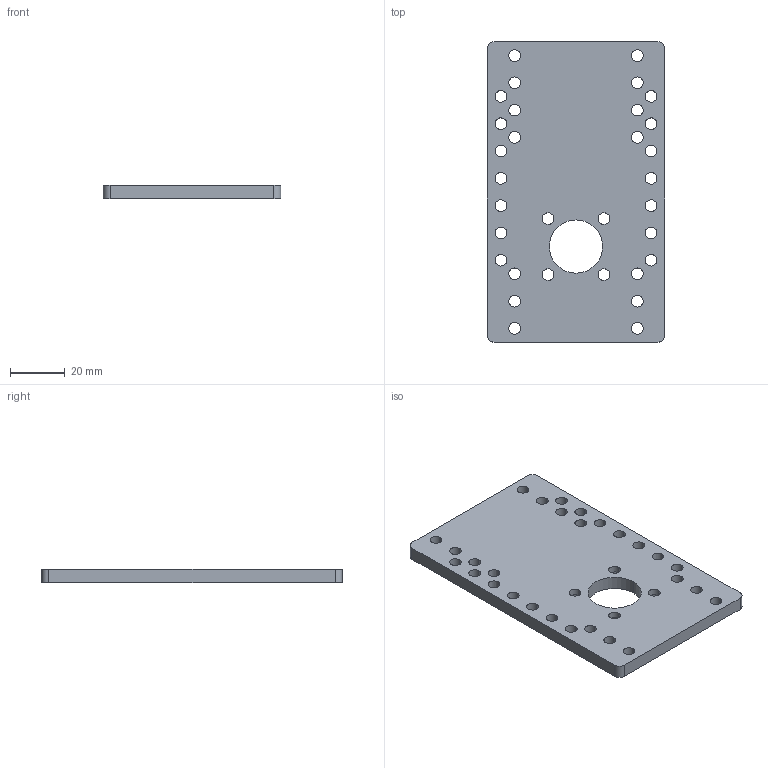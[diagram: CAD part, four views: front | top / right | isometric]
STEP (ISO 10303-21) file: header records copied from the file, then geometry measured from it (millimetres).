
FILE_DESCRIPTION (( 'STEP AP214' ), '1' );
FILE_NAME ('ROV_USI_019_D_Module Piquage_Chassis_Bras règlable.STEP', '2021-11-04T13:11:23', ( '' ), ( '' ), 'SwSTEP 2.0', 'SolidWorks 2021', '' );
FILE_SCHEMA (( 'AUTOMOTIVE_DESIGN' ));
Length unit declared in the file: millimetre
Products named in the file (1): ROV_USI_019_D_Module Piquage_Chassis_Bras règlable
Bounding box: 65 x 110 x 5 mm (x, y, z)
Volume: 31661.3 mm3; surface area: 16912 mm2
Topology: 1 solids, 1 shells, 84 faces, 238 edges, 156 vertices
Faces by surface type: cylinder 70, cone 8, plane 6
Entity records: 2972 total; most frequent: DIRECTION 556, CARTESIAN_POINT 479, ORIENTED_EDGE 476, EDGE_CURVE 238, AXIS2_PLACEMENT_3D 233, VERTEX_POINT 156, EDGE_LOOP 150, CIRCLE 148
